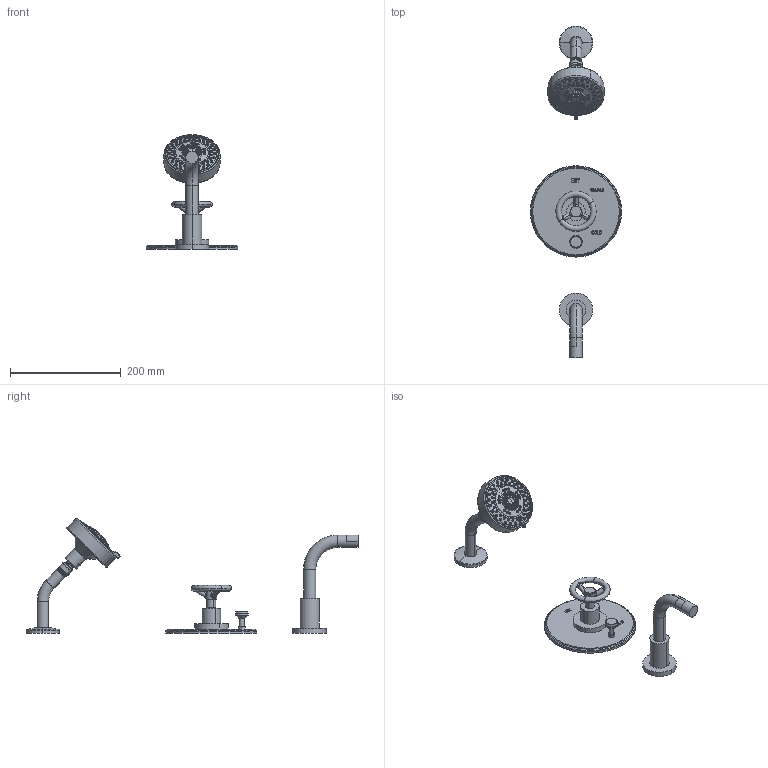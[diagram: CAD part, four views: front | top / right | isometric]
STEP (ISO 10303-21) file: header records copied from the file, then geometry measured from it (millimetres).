
FILE_DESCRIPTION((''),'2;1');
FILE_NAME('3-2922BP','2021-06-01T12:11:23',('jinson.thomas'),(''),'CREO PARAMETRIC BY PTC INC, 2018400','CREO PARAMETRIC BY PTC INC, 2018400','');
FILE_SCHEMA(('CONFIG_CONTROL_DESIGN'));
Length unit declared in the file: inch
Products named in the file (1): 3-2922BP
Bounding box: 165.1 x 600.2 x 207.64 mm (x, y, z)
Volume: 733324.5 mm3; surface area: 135121.2 mm2
Topology: 3 solids, 3 shells, 1389 faces, 3122 edges, 1908 vertices
Faces by surface type: plane 404, torus 341, cone 302, cylinder 222, bspline 114, sphere 6
Entity records: 61179 total; most frequent: CARTESIAN_POINT 30894, ORIENTED_EDGE 6240, DIRECTION 6208, EDGE_CURVE 3120, AXIS2_PLACEMENT_3D 2435, VERTEX_POINT 1908, EDGE_LOOP 1582, FACE_OUTER_BOUND 1389
